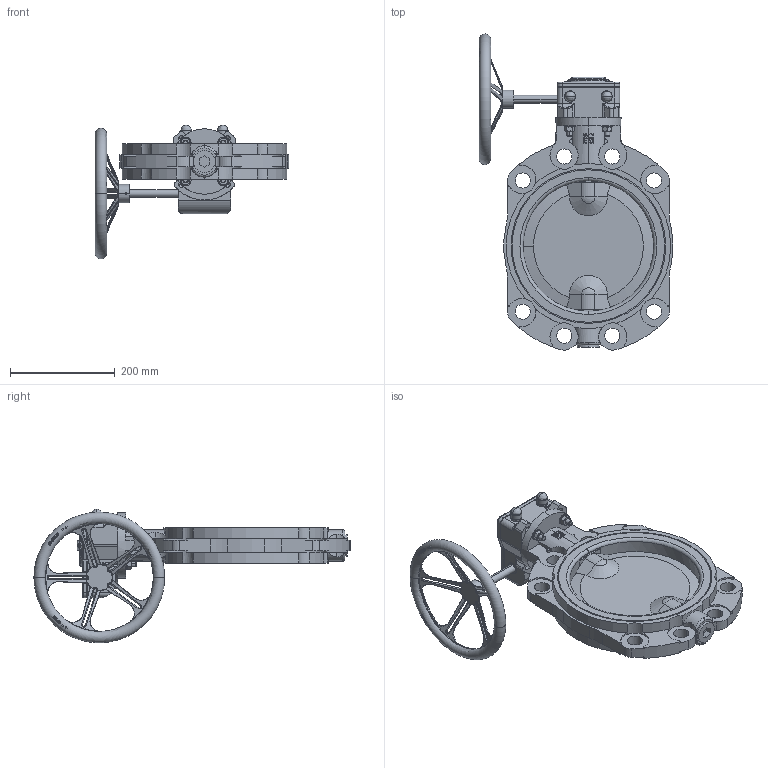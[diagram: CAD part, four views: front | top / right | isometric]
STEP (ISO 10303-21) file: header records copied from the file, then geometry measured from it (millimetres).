
FILE_DESCRIPTION (( 'STEP AP214' ), '1' );
FILE_NAME ('EVBS DN250 PN16 X60-PS250.STEP', '2016-02-04T11:18:49', ( '' ), ( '' ), 'SwSTEP 2.0', 'SolidWorks 2015', '' );
FILE_SCHEMA (( 'AUTOMOTIVE_DESIGN' ));
Length unit declared in the file: millimetre
Products named in the file (1): EVBS DN250 PN16 X60-PS250
Bounding box: 370.57 x 604.9 x 255.73 mm (x, y, z)
Volume: 5123132.3 mm3; surface area: 570341.8 mm2
Topology: 1 solids, 10 shells, 1954 faces, 5083 edges, 3229 vertices
Faces by surface type: plane 734, bspline 533, cylinder 490, cone 132, torus 61, sphere 4
Entity records: 101158 total; most frequent: CARTESIAN_POINT 35132, ORIENTED_EDGE 10110, DIRECTION 8098, EDGE_CURVE 5055, VERTEX_POINT 3227, AXIS2_PLACEMENT_3D 2950, LINE 2198, VECTOR 2198
